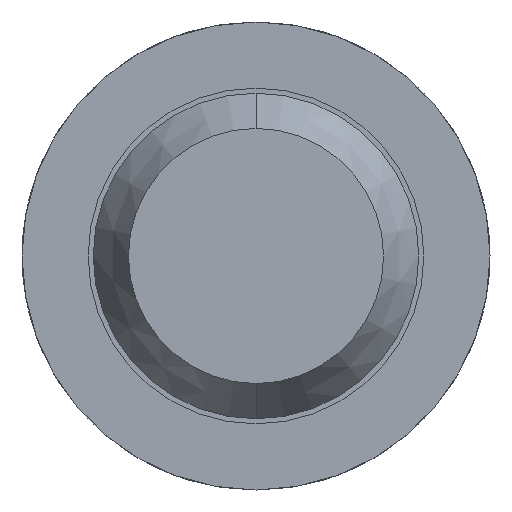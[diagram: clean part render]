
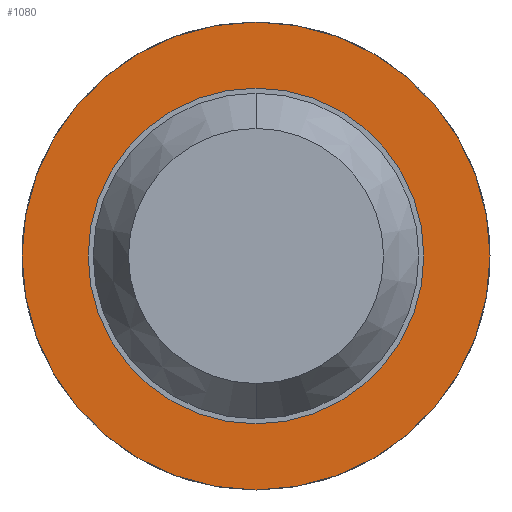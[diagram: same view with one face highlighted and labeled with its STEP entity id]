
A CAD part, front view. The second image highlights one B-rep face of the part: STEP entity #1080.
In plain terms, the highlighted planar face has unit normal (0, -1, 0).
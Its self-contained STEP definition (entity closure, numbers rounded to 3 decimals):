
#58 = DIRECTION ( 'NONE',  ( 0., 1., 0. ) ) ;
#418 = AXIS2_PLACEMENT_3D ( 'NONE', #2029, #58, #999 ) ;
#737 = DIRECTION ( 'NONE',  ( 0., 0., 1. ) ) ;
#999 = DIRECTION ( 'NONE',  ( 0., 0., 1. ) ) ;
#1037 = ORIENTED_EDGE ( 'NONE', *, *, #2787, .T. ) ;
#1061 = CIRCLE ( 'NONE', #1200, 0.825 ) ;
#1080 = ADVANCED_FACE ( 'Defeature ausgef�hrt1_8', ( #2990, #1420 ), #3152, .F. ) ;
#1086 = EDGE_LOOP ( 'NONE', ( #3904, #1037 ) ) ;
#1147 = CARTESIAN_POINT ( 'NONE',  ( 0.825, -1.7, 0. ) ) ;
#1200 = AXIS2_PLACEMENT_3D ( 'NONE', #3858, #1857, #1542 ) ;
#1220 = CIRCLE ( 'NONE', #1364, 0.825 ) ;
#1330 = CIRCLE ( 'NONE', #418, 1.15 ) ;
#1364 = AXIS2_PLACEMENT_3D ( 'NONE', #2979, #2265, #3619 ) ;
#1402 = VERTEX_POINT ( 'NONE', #2047 ) ;
#1420 = FACE_BOUND ( 'NONE', #1086, .T. ) ;
#1475 = ORIENTED_EDGE ( 'NONE', *, *, #3244, .F. ) ;
#1481 = CARTESIAN_POINT ( 'NONE',  ( 0., -1.7, 0.825 ) ) ;
#1488 = EDGE_LOOP ( 'NONE', ( #3879, #1475 ) ) ;
#1542 = DIRECTION ( 'NONE',  ( 0., 0., 1. ) ) ;
#1544 = VERTEX_POINT ( 'NONE', #3132 ) ;
#1857 = DIRECTION ( 'NONE',  ( 0., 1., 0. ) ) ;
#2029 = CARTESIAN_POINT ( 'NONE',  ( 0., -1.7, 0. ) ) ;
#2047 = CARTESIAN_POINT ( 'NONE',  ( 0., -1.7, 1.15 ) ) ;
#2085 = DIRECTION ( 'NONE',  ( 0., 1., 0. ) ) ;
#2097 = CARTESIAN_POINT ( 'NONE',  ( 0., -1.7, 0. ) ) ;
#2265 = DIRECTION ( 'NONE',  ( 0., 1., 0. ) ) ;
#2605 = VERTEX_POINT ( 'NONE', #1481 ) ;
#2787 = EDGE_CURVE ( 'Defeature ausgef�hrt1_8+Defeature ausgef�hrt1_7+Defeature ausgef�hrt1_7+Defeature ausgef�hrt1_7', #2931, #2605, #1220, .T. ) ;
#2883 = AXIS2_PLACEMENT_3D ( 'NONE', #1147, #3177, #3504 ) ;
#2931 = VERTEX_POINT ( 'NONE', #3102 ) ;
#2937 = AXIS2_PLACEMENT_3D ( 'NONE', #2097, #2085, #737 ) ;
#2979 = CARTESIAN_POINT ( 'NONE',  ( 0., -1.7, 0. ) ) ;
#2990 = FACE_OUTER_BOUND ( 'NONE', #1488, .T. ) ;
#3102 = CARTESIAN_POINT ( 'NONE',  ( 0., -1.7, -0.825 ) ) ;
#3132 = CARTESIAN_POINT ( 'NONE',  ( 0., -1.7, -1.15 ) ) ;
#3152 = PLANE ( 'NONE',  #2883 ) ;
#3177 = DIRECTION ( 'NONE',  ( 0., 1., 0. ) ) ;
#3244 = EDGE_CURVE ( 'Defeature ausgef�hrt1_1+Defeature ausgef�hrt1_8+Defeature ausgef�hrt1_8+Defeature ausgef�hrt1_8', #1544, #1402, #1330, .T. ) ;
#3362 = CIRCLE ( 'NONE', #2937, 1.15 ) ;
#3367 = EDGE_CURVE ( 'Defeature ausgef�hrt1_1+Defeature ausgef�hrt1_8+Defeature ausgef�hrt1_8+Defeature ausgef�hrt1_8', #1402, #1544, #3362, .T. ) ;
#3504 = DIRECTION ( 'NONE',  ( 0., 0., 1. ) ) ;
#3619 = DIRECTION ( 'NONE',  ( 0., 0., 1. ) ) ;
#3622 = EDGE_CURVE ( 'Defeature ausgef�hrt1_8+Defeature ausgef�hrt1_7+Defeature ausgef�hrt1_7+Defeature ausgef�hrt1_7', #2605, #2931, #1061, .T. ) ;
#3858 = CARTESIAN_POINT ( 'NONE',  ( 0., -1.7, 0. ) ) ;
#3879 = ORIENTED_EDGE ( 'NONE', *, *, #3367, .F. ) ;
#3904 = ORIENTED_EDGE ( 'NONE', *, *, #3622, .T. ) ;
